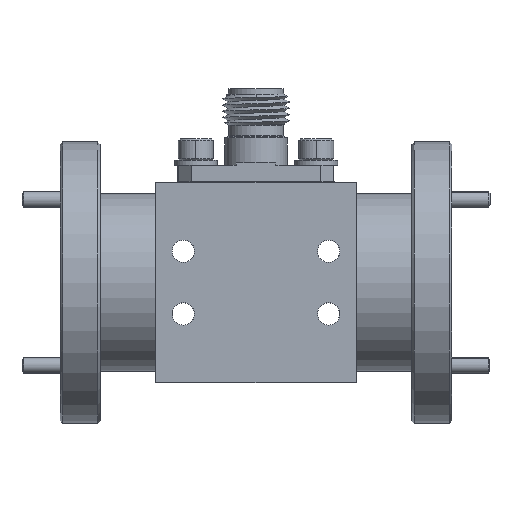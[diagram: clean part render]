
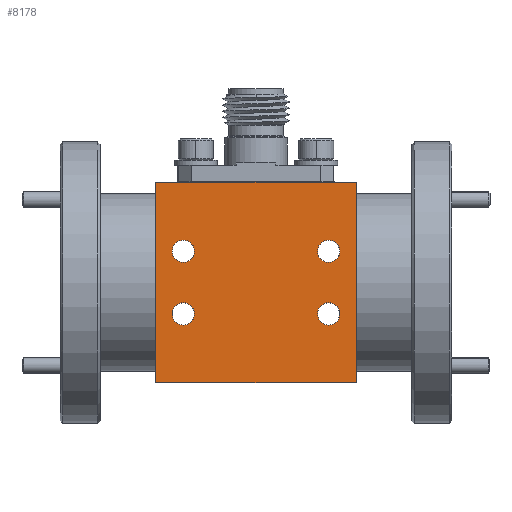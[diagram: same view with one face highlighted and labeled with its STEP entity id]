
A CAD part, front view. The second image highlights one B-rep face of the part: STEP entity #8178.
In plain terms, the highlighted planar face has unit normal (0, -1, 0).
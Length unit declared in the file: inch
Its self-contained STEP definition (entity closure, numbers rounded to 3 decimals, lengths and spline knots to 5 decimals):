
#153 = CARTESIAN_POINT ( 'NONE',  ( 0.38905, -0.30245, 0.44141 ) ) ;
#215 = CARTESIAN_POINT ( 'NONE',  ( -0.30095, -0.30245, -0.08359 ) ) ;
#218 = CARTESIAN_POINT ( 'NONE',  ( -0.30095, -0.30245, 0.21091 ) ) ;
#367 = CARTESIAN_POINT ( 'NONE',  ( 0.27905, -0.30245, -0.08359 ) ) ;
#394 = EDGE_CURVE ( 'NONE', #938, #15826, #2481, .T. ) ;
#855 = VERTEX_POINT ( 'NONE', #16682 ) ;
#938 = VERTEX_POINT ( 'NONE', #8811 ) ;
#950 = DIRECTION ( 'NONE',  ( 0., 1., 0. ) ) ;
#1073 = CIRCLE ( 'NONE', #10648, 0.0445 ) ;
#1165 = VECTOR ( 'NONE', #1268, 39.37008 ) ;
#1268 = DIRECTION ( 'NONE',  ( 1., 0., 0. ) ) ;
#1359 = EDGE_LOOP ( 'NONE', ( #15747, #7631 ) ) ;
#1456 = LINE ( 'NONE', #153, #15823 ) ;
#1605 = EDGE_CURVE ( 'NONE', #11174, #9415, #13048, .T. ) ;
#1620 = DIRECTION ( 'NONE',  ( 0., 0., 1. ) ) ;
#1845 = DIRECTION ( 'NONE',  ( 0., 1., 0. ) ) ;
#1894 = DIRECTION ( 'NONE',  ( 0., 1., 0. ) ) ;
#2037 = CIRCLE ( 'NONE', #13800, 0.0445 ) ;
#2118 = VERTEX_POINT ( 'NONE', #3145 ) ;
#2304 = EDGE_CURVE ( 'NONE', #12726, #6992, #1456, .T. ) ;
#2481 = CIRCLE ( 'NONE', #3602, 0.0445 ) ;
#2506 = DIRECTION ( 'NONE',  ( 0., 0., 1. ) ) ;
#2982 = ORIENTED_EDGE ( 'NONE', *, *, #3388, .T. ) ;
#2993 = CARTESIAN_POINT ( 'NONE',  ( -0.30095, -0.30245, 0.16641 ) ) ;
#3145 = CARTESIAN_POINT ( 'NONE',  ( -0.30095, -0.30245, -0.03909 ) ) ;
#3184 = AXIS2_PLACEMENT_3D ( 'NONE', #8797, #950, #12532 ) ;
#3256 = ORIENTED_EDGE ( 'NONE', *, *, #7464, .T. ) ;
#3275 = EDGE_LOOP ( 'NONE', ( #16480, #11966 ) ) ;
#3371 = CARTESIAN_POINT ( 'NONE',  ( 0.27905, -0.30245, 0.16641 ) ) ;
#3388 = EDGE_CURVE ( 'NONE', #855, #13209, #5963, .T. ) ;
#3393 = DIRECTION ( 'NONE',  ( 0., 1., 0. ) ) ;
#3434 = EDGE_LOOP ( 'NONE', ( #2982, #3256 ) ) ;
#3602 = AXIS2_PLACEMENT_3D ( 'NONE', #8448, #1894, #4608 ) ;
#3963 = EDGE_CURVE ( 'NONE', #16299, #2118, #16054, .T. ) ;
#3989 = DIRECTION ( 'NONE',  ( 0., 1., 0. ) ) ;
#4008 = DIRECTION ( 'NONE',  ( 0., 0., 1. ) ) ;
#4209 = DIRECTION ( 'NONE',  ( 0., 1., 0. ) ) ;
#4306 = CARTESIAN_POINT ( 'NONE',  ( -0.30095, -0.30245, -0.12809 ) ) ;
#4597 = CARTESIAN_POINT ( 'NONE',  ( -0.41095, -0.30245, -0.35859 ) ) ;
#4608 = DIRECTION ( 'NONE',  ( 0., 0., 1. ) ) ;
#4687 = DIRECTION ( 'NONE',  ( 0., 1., 0. ) ) ;
#4925 = EDGE_CURVE ( 'NONE', #15275, #13404, #5894, .T. ) ;
#4972 = CARTESIAN_POINT ( 'NONE',  ( 0.38905, -0.30245, -0.35859 ) ) ;
#5030 = FACE_BOUND ( 'NONE', #1359, .T. ) ;
#5437 = DIRECTION ( 'NONE',  ( 0., 0., -1. ) ) ;
#5894 = CIRCLE ( 'NONE', #8077, 0.0445 ) ;
#5963 = CIRCLE ( 'NONE', #3184, 0.0445 ) ;
#5967 = CARTESIAN_POINT ( 'NONE',  ( -0.30095, -0.30245, -0.08359 ) ) ;
#6057 = FACE_OUTER_BOUND ( 'NONE', #12344, .T. ) ;
#6457 = CARTESIAN_POINT ( 'NONE',  ( 0.38905, -0.30245, 0.44141 ) ) ;
#6507 = EDGE_LOOP ( 'NONE', ( #16443, #9649 ) ) ;
#6924 = CARTESIAN_POINT ( 'NONE',  ( -0.30095, -0.30245, 0.16641 ) ) ;
#6992 = VERTEX_POINT ( 'NONE', #15071 ) ;
#7464 = EDGE_CURVE ( 'NONE', #13209, #855, #2037, .T. ) ;
#7581 = ORIENTED_EDGE ( 'NONE', *, *, #10176, .F. ) ;
#7631 = ORIENTED_EDGE ( 'NONE', *, *, #11608, .T. ) ;
#7947 = AXIS2_PLACEMENT_3D ( 'NONE', #5967, #3393, #14923 ) ;
#7967 = CARTESIAN_POINT ( 'NONE',  ( -0.41095, -0.30245, 0.44141 ) ) ;
#8077 = AXIS2_PLACEMENT_3D ( 'NONE', #2993, #1845, #8653 ) ;
#8135 = DIRECTION ( 'NONE',  ( 0., 0., 1. ) ) ;
#8178 = ADVANCED_FACE ( 'NONE', ( #10042, #16750, #15259, #5030, #6057 ), #15435, .F. ) ;
#8448 = CARTESIAN_POINT ( 'NONE',  ( 0.27905, -0.30245, -0.08359 ) ) ;
#8653 = DIRECTION ( 'NONE',  ( 0., 0., 1. ) ) ;
#8703 = AXIS2_PLACEMENT_3D ( 'NONE', #14374, #3989, #2506 ) ;
#8797 = CARTESIAN_POINT ( 'NONE',  ( 0.27905, -0.30245, 0.16641 ) ) ;
#8811 = CARTESIAN_POINT ( 'NONE',  ( 0.27905, -0.30245, -0.12809 ) ) ;
#8878 = CARTESIAN_POINT ( 'NONE',  ( 0.38905, -0.30245, 0.44141 ) ) ;
#9271 = AXIS2_PLACEMENT_3D ( 'NONE', #367, #10838, #8135 ) ;
#9338 = VECTOR ( 'NONE', #10161, 39.37008 ) ;
#9378 = CARTESIAN_POINT ( 'NONE',  ( -0.41095, -0.30245, 0.44141 ) ) ;
#9415 = VERTEX_POINT ( 'NONE', #7967 ) ;
#9492 = EDGE_CURVE ( 'NONE', #15826, #938, #10879, .T. ) ;
#9557 = CARTESIAN_POINT ( 'NONE',  ( -0.30095, -0.30245, 0.12191 ) ) ;
#9643 = DIRECTION ( 'NONE',  ( 0., 0., 1. ) ) ;
#9649 = ORIENTED_EDGE ( 'NONE', *, *, #394, .T. ) ;
#9799 = EDGE_CURVE ( 'NONE', #2118, #16299, #13944, .T. ) ;
#9898 = CARTESIAN_POINT ( 'NONE',  ( 0.27905, -0.30245, -0.03909 ) ) ;
#10042 = FACE_BOUND ( 'NONE', #6507, .T. ) ;
#10161 = DIRECTION ( 'NONE',  ( -1., 0., 0. ) ) ;
#10176 = EDGE_CURVE ( 'NONE', #9415, #12726, #13008, .T. ) ;
#10648 = AXIS2_PLACEMENT_3D ( 'NONE', #6924, #15976, #9643 ) ;
#10838 = DIRECTION ( 'NONE',  ( 0., 1., 0. ) ) ;
#10879 = CIRCLE ( 'NONE', #9271, 0.0445 ) ;
#11174 = VERTEX_POINT ( 'NONE', #4597 ) ;
#11438 = LINE ( 'NONE', #4972, #9338 ) ;
#11608 = EDGE_CURVE ( 'NONE', #13404, #15275, #1073, .T. ) ;
#11966 = ORIENTED_EDGE ( 'NONE', *, *, #3963, .T. ) ;
#12071 = DIRECTION ( 'NONE',  ( 0., 0., 1. ) ) ;
#12344 = EDGE_LOOP ( 'NONE', ( #13555, #15471, #15730, #7581 ) ) ;
#12532 = DIRECTION ( 'NONE',  ( 0., 0., 1. ) ) ;
#12726 = VERTEX_POINT ( 'NONE', #8878 ) ;
#13008 = LINE ( 'NONE', #6457, #1165 ) ;
#13048 = LINE ( 'NONE', #9378, #14141 ) ;
#13209 = VERTEX_POINT ( 'NONE', #16610 ) ;
#13254 = EDGE_CURVE ( 'NONE', #6992, #11174, #11438, .T. ) ;
#13404 = VERTEX_POINT ( 'NONE', #9557 ) ;
#13555 = ORIENTED_EDGE ( 'NONE', *, *, #1605, .F. ) ;
#13800 = AXIS2_PLACEMENT_3D ( 'NONE', #3371, #4687, #1620 ) ;
#13944 = CIRCLE ( 'NONE', #7947, 0.0445 ) ;
#14141 = VECTOR ( 'NONE', #4008, 39.37008 ) ;
#14374 = CARTESIAN_POINT ( 'NONE',  ( -0.01095, -0.30245, 0.04141 ) ) ;
#14923 = DIRECTION ( 'NONE',  ( 0., 0., 1. ) ) ;
#14932 = AXIS2_PLACEMENT_3D ( 'NONE', #215, #4209, #12071 ) ;
#15071 = CARTESIAN_POINT ( 'NONE',  ( 0.38905, -0.30245, -0.35859 ) ) ;
#15259 = FACE_BOUND ( 'NONE', #3275, .T. ) ;
#15275 = VERTEX_POINT ( 'NONE', #218 ) ;
#15435 = PLANE ( 'NONE',  #8703 ) ;
#15471 = ORIENTED_EDGE ( 'NONE', *, *, #13254, .F. ) ;
#15730 = ORIENTED_EDGE ( 'NONE', *, *, #2304, .F. ) ;
#15747 = ORIENTED_EDGE ( 'NONE', *, *, #4925, .T. ) ;
#15823 = VECTOR ( 'NONE', #5437, 39.37008 ) ;
#15826 = VERTEX_POINT ( 'NONE', #9898 ) ;
#15976 = DIRECTION ( 'NONE',  ( 0., 1., 0. ) ) ;
#16054 = CIRCLE ( 'NONE', #14932, 0.0445 ) ;
#16299 = VERTEX_POINT ( 'NONE', #4306 ) ;
#16443 = ORIENTED_EDGE ( 'NONE', *, *, #9492, .T. ) ;
#16480 = ORIENTED_EDGE ( 'NONE', *, *, #9799, .T. ) ;
#16610 = CARTESIAN_POINT ( 'NONE',  ( 0.27905, -0.30245, 0.12191 ) ) ;
#16682 = CARTESIAN_POINT ( 'NONE',  ( 0.27905, -0.30245, 0.21091 ) ) ;
#16750 = FACE_BOUND ( 'NONE', #3434, .T. ) ;
